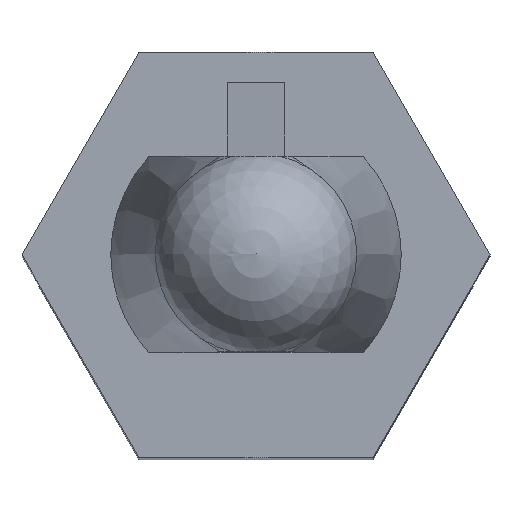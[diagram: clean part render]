
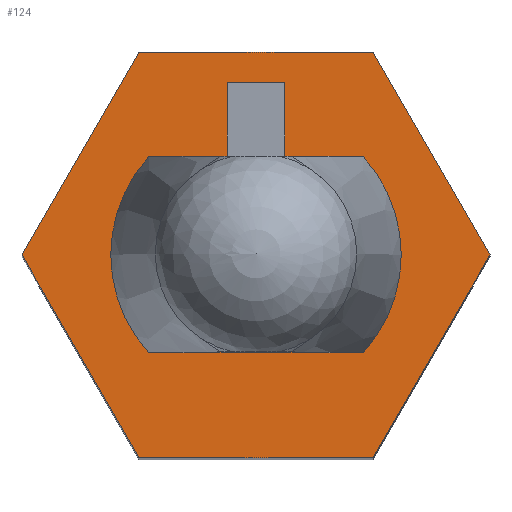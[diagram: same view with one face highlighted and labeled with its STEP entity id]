
A CAD part, top view. The second image highlights one B-rep face of the part: STEP entity #124.
In plain terms, the highlighted planar face has unit normal (0, 0, 1).
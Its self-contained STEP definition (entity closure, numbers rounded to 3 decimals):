
#124 = ADVANCED_FACE( '', ( #256, #257, #258 ), #259, .F. );
#256 = FACE_BOUND( '', #392, .T. );
#257 = FACE_BOUND( '', #393, .T. );
#258 = FACE_OUTER_BOUND( '', #394, .T. );
#259 = PLANE( '', #395 );
#392 = EDGE_LOOP( '', ( #689, #690, #691, #692 ) );
#393 = EDGE_LOOP( '', ( #693, #694, #695, #696 ) );
#394 = EDGE_LOOP( '', ( #697, #698, #699, #700, #701, #702 ) );
#395 = AXIS2_PLACEMENT_3D( '', #703, #704, #705 );
#689 = ORIENTED_EDGE( '', *, *, #894, .T. );
#690 = ORIENTED_EDGE( '', *, *, #817, .T. );
#691 = ORIENTED_EDGE( '', *, *, #858, .T. );
#692 = ORIENTED_EDGE( '', *, *, #850, .T. );
#693 = ORIENTED_EDGE( '', *, *, #783, .T. );
#694 = ORIENTED_EDGE( '', *, *, #856, .T. );
#695 = ORIENTED_EDGE( '', *, *, #872, .F. );
#696 = ORIENTED_EDGE( '', *, *, #893, .T. );
#697 = ORIENTED_EDGE( '', *, *, #902, .F. );
#698 = ORIENTED_EDGE( '', *, *, #836, .F. );
#699 = ORIENTED_EDGE( '', *, *, #842, .F. );
#700 = ORIENTED_EDGE( '', *, *, #903, .F. );
#701 = ORIENTED_EDGE( '', *, *, #904, .F. );
#702 = ORIENTED_EDGE( '', *, *, #879, .F. );
#703 = CARTESIAN_POINT( '', ( 0., 0., 18. ) );
#704 = DIRECTION( '', ( 0., 0., -1. ) );
#705 = DIRECTION( '', ( -1., 0., 0. ) );
#783 = EDGE_CURVE( '', #924, #922, #925, .T. );
#817 = EDGE_CURVE( '', #981, #979, #982, .T. );
#836 = EDGE_CURVE( '', #1008, #1010, #1011, .T. );
#842 = EDGE_CURVE( '', #1018, #1008, #1020, .T. );
#850 = EDGE_CURVE( '', #1031, #1032, #1033, .T. );
#856 = EDGE_CURVE( '', #922, #1039, #1041, .T. );
#858 = EDGE_CURVE( '', #979, #1031, #1043, .T. );
#872 = EDGE_CURVE( '', #1061, #1039, #1063, .T. );
#879 = EDGE_CURVE( '', #1070, #1072, #1073, .T. );
#893 = EDGE_CURVE( '', #1061, #924, #1089, .T. );
#894 = EDGE_CURVE( '', #1032, #981, #1090, .T. );
#902 = EDGE_CURVE( '', #1010, #1070, #1099, .T. );
#903 = EDGE_CURVE( '', #1100, #1018, #1101, .T. );
#904 = EDGE_CURVE( '', #1072, #1100, #1102, .T. );
#922 = VERTEX_POINT( '', #1121 );
#924 = VERTEX_POINT( '', #1126 );
#925 = CIRCLE( '', #1127, 2. );
#979 = VERTEX_POINT( '', #1198 );
#981 = VERTEX_POINT( '', #1201 );
#982 = LINE( '', #1202, #1203 );
#1008 = VERTEX_POINT( '', #1234 );
#1010 = VERTEX_POINT( '', #1237 );
#1011 = LINE( '', #1238, #1239 );
#1018 = VERTEX_POINT( '', #1249 );
#1020 = LINE( '', #1252, #1253 );
#1031 = VERTEX_POINT( '', #1287 );
#1032 = VERTEX_POINT( '', #1288 );
#1033 = CIRCLE( '', #1289, 2. );
#1039 = VERTEX_POINT( '', #1302 );
#1041 = LINE( '', #1305, #1306 );
#1043 = LINE( '', #1319, #1320 );
#1061 = VERTEX_POINT( '', #1346 );
#1063 = LINE( '', #1349, #1350 );
#1070 = VERTEX_POINT( '', #1359 );
#1072 = VERTEX_POINT( '', #1362 );
#1073 = LINE( '', #1363, #1364 );
#1089 = LINE( '', #1387, #1388 );
#1090 = LINE( '', #1389, #1390 );
#1099 = LINE( '', #1413, #1414 );
#1100 = VERTEX_POINT( '', #1415 );
#1101 = LINE( '', #1416, #1417 );
#1102 = LINE( '', #1418, #1419 );
#1121 = CARTESIAN_POINT( '', ( -1.377, 1.45, 18. ) );
#1126 = CARTESIAN_POINT( '', ( -1.377, -1.45, 18. ) );
#1127 = AXIS2_PLACEMENT_3D( '', #1440, #1441, #1442 );
#1198 = CARTESIAN_POINT( '', ( 1., 1.45, 18. ) );
#1201 = CARTESIAN_POINT( '', ( 1., -1.45, 18. ) );
#1202 = CARTESIAN_POINT( '', ( 1., -1.45, 18. ) );
#1203 = VECTOR( '', #1485, 1000. );
#1234 = CARTESIAN_POINT( '', ( 1.732, 3., 18. ) );
#1237 = CARTESIAN_POINT( '', ( 3.464, 0., 18. ) );
#1238 = CARTESIAN_POINT( '', ( 1.732, 3., 18. ) );
#1239 = VECTOR( '', #1510, 1000. );
#1249 = CARTESIAN_POINT( '', ( -1.732, 3., 18. ) );
#1252 = CARTESIAN_POINT( '', ( -1.732, 3., 18. ) );
#1253 = VECTOR( '', #1515, 1000. );
#1287 = CARTESIAN_POINT( '', ( 1.377, 1.45, 18. ) );
#1288 = CARTESIAN_POINT( '', ( 1.377, -1.45, 18. ) );
#1289 = AXIS2_PLACEMENT_3D( '', #1523, #1524, #1525 );
#1302 = CARTESIAN_POINT( '', ( -1., 1.45, 18. ) );
#1305 = CARTESIAN_POINT( '', ( -2.15, 1.45, 18. ) );
#1306 = VECTOR( '', #1528, 1000. );
#1319 = CARTESIAN_POINT( '', ( -2.15, 1.45, 18. ) );
#1320 = VECTOR( '', #1529, 1000. );
#1346 = CARTESIAN_POINT( '', ( -1., -1.45, 18. ) );
#1349 = CARTESIAN_POINT( '', ( -1., -1.45, 18. ) );
#1350 = VECTOR( '', #1542, 1000. );
#1359 = CARTESIAN_POINT( '', ( 1.732, -3., 18. ) );
#1362 = CARTESIAN_POINT( '', ( -1.732, -3., 18. ) );
#1363 = CARTESIAN_POINT( '', ( 1.732, -3., 18. ) );
#1364 = VECTOR( '', #1546, 1000. );
#1387 = CARTESIAN_POINT( '', ( 2.15, -1.45, 18. ) );
#1388 = VECTOR( '', #1557, 1000. );
#1389 = CARTESIAN_POINT( '', ( 2.15, -1.45, 18. ) );
#1390 = VECTOR( '', #1558, 1000. );
#1413 = CARTESIAN_POINT( '', ( 3.464, 0., 18. ) );
#1414 = VECTOR( '', #1562, 1000. );
#1415 = CARTESIAN_POINT( '', ( -3.464, 0., 18. ) );
#1416 = CARTESIAN_POINT( '', ( -1.732, 3., 18. ) );
#1417 = VECTOR( '', #1563, 1000. );
#1418 = CARTESIAN_POINT( '', ( -3.464, 0., 18. ) );
#1419 = VECTOR( '', #1564, 1000. );
#1440 = CARTESIAN_POINT( '', ( 0., 0., 18. ) );
#1441 = DIRECTION( '', ( 0., 0., -1. ) );
#1442 = DIRECTION( '', ( -1., 0., 0. ) );
#1485 = DIRECTION( '', ( 0., 1., 0. ) );
#1510 = DIRECTION( '', ( 0.5, -0.866, 0. ) );
#1515 = DIRECTION( '', ( 1., 0., 0. ) );
#1523 = CARTESIAN_POINT( '', ( 0., 0., 18. ) );
#1524 = DIRECTION( '', ( 0., 0., -1. ) );
#1525 = DIRECTION( '', ( -1., 0., 0. ) );
#1528 = DIRECTION( '', ( 1., 0., 0. ) );
#1529 = DIRECTION( '', ( 1., 0., 0. ) );
#1542 = DIRECTION( '', ( 0., 1., 0. ) );
#1546 = DIRECTION( '', ( -1., 0., 0. ) );
#1557 = DIRECTION( '', ( -1., 0., 0. ) );
#1558 = DIRECTION( '', ( -1., 0., 0. ) );
#1562 = DIRECTION( '', ( -0.5, -0.866, 0. ) );
#1563 = DIRECTION( '', ( 0.5, 0.866, 0. ) );
#1564 = DIRECTION( '', ( -0.5, 0.866, 0. ) );
